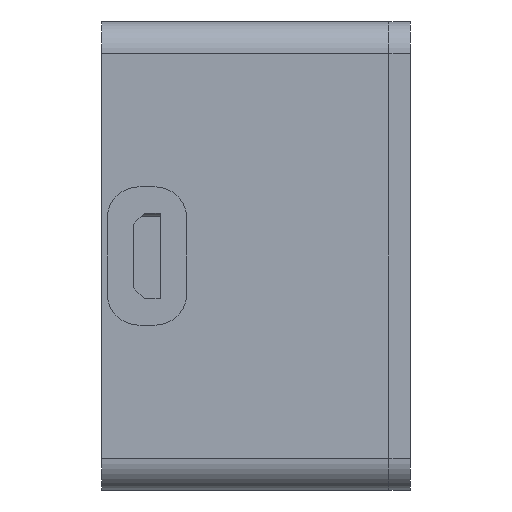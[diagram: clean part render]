
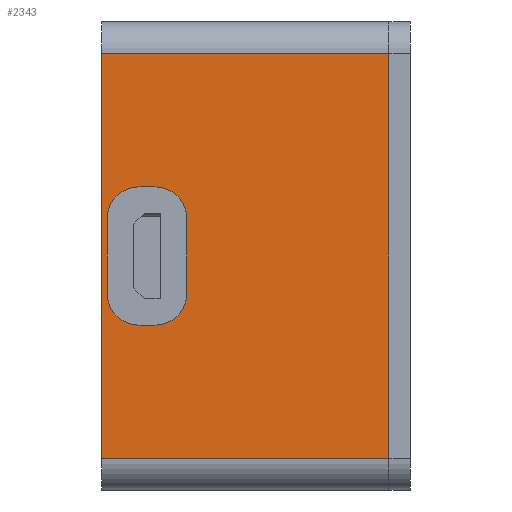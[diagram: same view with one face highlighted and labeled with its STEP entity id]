
A CAD part, front view. The second image highlights one B-rep face of the part: STEP entity #2343.
In plain terms, the highlighted planar face has unit normal (0, -1, 0).
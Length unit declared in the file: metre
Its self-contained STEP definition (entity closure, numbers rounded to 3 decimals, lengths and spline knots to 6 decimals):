
#132=LINE('',#4096,#308);
#133=LINE('',#4101,#309);
#134=LINE('',#4105,#310);
#135=LINE('',#4109,#311);
#136=LINE('',#4113,#312);
#137=LINE('',#4114,#313);
#138=LINE('',#4116,#314);
#139=LINE('',#4118,#315);
#308=VECTOR('',#3365,1.);
#309=VECTOR('',#3370,1.);
#310=VECTOR('',#3373,1.);
#311=VECTOR('',#3376,1.);
#312=VECTOR('',#3379,1.);
#313=VECTOR('',#3380,1.);
#314=VECTOR('',#3381,1.);
#315=VECTOR('',#3382,1.);
#457=PLANE('',#2788);
#850=ORIENTED_EDGE('',*,*,#1269,.F.);
#851=ORIENTED_EDGE('',*,*,#1270,.T.);
#852=ORIENTED_EDGE('',*,*,#1271,.F.);
#853=ORIENTED_EDGE('',*,*,#1272,.F.);
#854=ORIENTED_EDGE('',*,*,#1273,.F.);
#855=ORIENTED_EDGE('',*,*,#1274,.F.);
#856=ORIENTED_EDGE('',*,*,#1275,.F.);
#857=ORIENTED_EDGE('',*,*,#1276,.T.);
#858=ORIENTED_EDGE('',*,*,#1277,.F.);
#859=ORIENTED_EDGE('',*,*,#1268,.F.);
#860=ORIENTED_EDGE('',*,*,#1278,.T.);
#861=ORIENTED_EDGE('',*,*,#1279,.T.);
#1268=EDGE_CURVE('',#1519,#1518,#132,.T.);
#1269=EDGE_CURVE('',#1520,#1521,#1658,.T.);
#1270=EDGE_CURVE('',#1520,#1522,#133,.T.);
#1271=EDGE_CURVE('',#1523,#1522,#1659,.T.);
#1272=EDGE_CURVE('',#1524,#1523,#134,.T.);
#1273=EDGE_CURVE('',#1525,#1524,#1660,.T.);
#1274=EDGE_CURVE('',#1526,#1525,#135,.T.);
#1275=EDGE_CURVE('',#1527,#1526,#1661,.T.);
#1276=EDGE_CURVE('',#1527,#1521,#136,.T.);
#1277=EDGE_CURVE('',#1518,#1528,#137,.T.);
#1278=EDGE_CURVE('',#1519,#1529,#138,.T.);
#1279=EDGE_CURVE('',#1529,#1528,#139,.T.);
#1518=VERTEX_POINT('',#4093);
#1519=VERTEX_POINT('',#4095);
#1520=VERTEX_POINT('',#4099);
#1521=VERTEX_POINT('',#4100);
#1522=VERTEX_POINT('',#4102);
#1523=VERTEX_POINT('',#4104);
#1524=VERTEX_POINT('',#4106);
#1525=VERTEX_POINT('',#4108);
#1526=VERTEX_POINT('',#4110);
#1527=VERTEX_POINT('',#4112);
#1528=VERTEX_POINT('',#4115);
#1529=VERTEX_POINT('',#4117);
#1658=CIRCLE('',#2789,0.003);
#1659=CIRCLE('',#2790,0.003);
#1660=CIRCLE('',#2791,0.003);
#1661=CIRCLE('',#2792,0.003);
#1868=EDGE_LOOP('',(#850,#851,#852,#853,#854,#855,#856,#857));
#1869=EDGE_LOOP('',(#858,#859,#860,#861));
#2110=FACE_BOUND('',#1868,.T.);
#2111=FACE_BOUND('',#1869,.T.);
#2343=ADVANCED_FACE('',(#2110,#2111),#457,.T.);
#2788=AXIS2_PLACEMENT_3D('',#4097,#3366,#3367);
#2789=AXIS2_PLACEMENT_3D('',#4098,#3368,#3369);
#2790=AXIS2_PLACEMENT_3D('',#4103,#3371,#3372);
#2791=AXIS2_PLACEMENT_3D('',#4107,#3374,#3375);
#2792=AXIS2_PLACEMENT_3D('',#4111,#3377,#3378);
#3365=DIRECTION('',(1.,0.,0.));
#3366=DIRECTION('',(0.,-1.,0.));
#3367=DIRECTION('',(0.,0.,-1.));
#3368=DIRECTION('',(0.,-1.,0.));
#3369=DIRECTION('',(0.,0.,-1.));
#3370=DIRECTION('',(0.,0.,-1.));
#3371=DIRECTION('',(0.,-1.,0.));
#3372=DIRECTION('',(0.,0.,-1.));
#3373=DIRECTION('',(1.,0.,0.));
#3374=DIRECTION('',(0.,-1.,0.));
#3375=DIRECTION('',(0.,0.,-1.));
#3376=DIRECTION('',(0.,0.,-1.));
#3377=DIRECTION('',(0.,-1.,0.));
#3378=DIRECTION('',(0.,0.,-1.));
#3379=DIRECTION('',(1.,0.,0.));
#3380=DIRECTION('',(0.,0.,-1.));
#3381=DIRECTION('',(0.,0.,-1.));
#3382=DIRECTION('',(1.,0.,0.));
#4093=CARTESIAN_POINT('',(0.,-0.044296,0.009567));
#4095=CARTESIAN_POINT('',(-0.027,-0.044296,0.009567));
#4096=CARTESIAN_POINT('',(-0.025,-0.044296,0.009567));
#4097=CARTESIAN_POINT('',(-0.025,-0.044296,-0.009433));
#4098=CARTESIAN_POINT('',(-0.022,-0.044296,-0.005933));
#4099=CARTESIAN_POINT('',(-0.019,-0.044296,-0.005933));
#4100=CARTESIAN_POINT('',(-0.022,-0.044296,-0.002933));
#4101=CARTESIAN_POINT('',(-0.019,-0.044296,-0.009433));
#4102=CARTESIAN_POINT('',(-0.019,-0.044296,-0.012933));
#4103=CARTESIAN_POINT('',(-0.022,-0.044296,-0.012933));
#4104=CARTESIAN_POINT('',(-0.022,-0.044296,-0.015933));
#4105=CARTESIAN_POINT('',(-0.02275,-0.044296,-0.015933));
#4106=CARTESIAN_POINT('',(-0.0235,-0.044296,-0.015933));
#4107=CARTESIAN_POINT('',(-0.0235,-0.044296,-0.012933));
#4108=CARTESIAN_POINT('',(-0.0265,-0.044296,-0.012933));
#4109=CARTESIAN_POINT('',(-0.0265,-0.044296,-0.009433));
#4110=CARTESIAN_POINT('',(-0.0265,-0.044296,-0.005933));
#4111=CARTESIAN_POINT('',(-0.0235,-0.044296,-0.005933));
#4112=CARTESIAN_POINT('',(-0.0235,-0.044296,-0.002933));
#4113=CARTESIAN_POINT('',(-0.02275,-0.044296,-0.002933));
#4114=CARTESIAN_POINT('',(0.,-0.044296,-0.009433));
#4115=CARTESIAN_POINT('',(0.,-0.044296,-0.028433));
#4116=CARTESIAN_POINT('',(-0.027,-0.044296,-0.009433));
#4117=CARTESIAN_POINT('',(-0.027,-0.044296,-0.028433));
#4118=CARTESIAN_POINT('',(-0.025,-0.044296,-0.028433));
